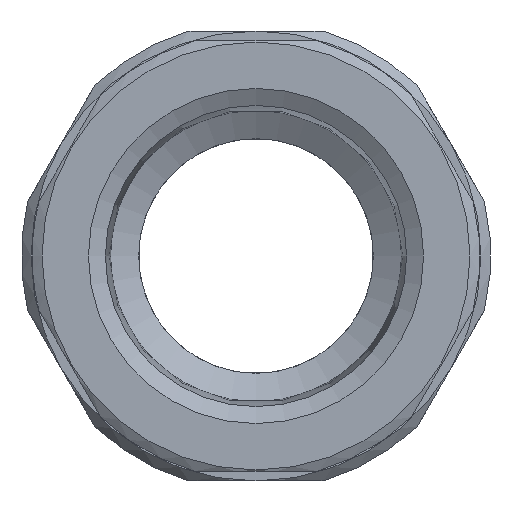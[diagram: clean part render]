
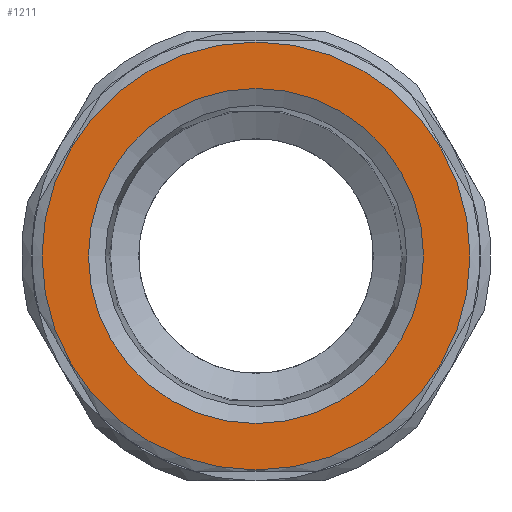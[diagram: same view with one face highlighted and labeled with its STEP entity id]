
A CAD part, front view. The second image highlights one B-rep face of the part: STEP entity #1211.
In plain terms, the highlighted planar face has unit normal (0, -1, 0).
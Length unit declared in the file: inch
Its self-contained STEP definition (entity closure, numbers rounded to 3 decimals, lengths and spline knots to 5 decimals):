
#21=FACE_BOUND('',#286,.T.);
#101=CIRCLE('',#1351,0.68375);
#102=CIRCLE('',#1352,0.68375);
#116=CIRCLE('',#1372,0.53534);
#117=CIRCLE('',#1373,0.53534);
#216=FACE_OUTER_BOUND('',#285,.T.);
#285=EDGE_LOOP('',(#995,#996));
#286=EDGE_LOOP('',(#997,#998));
#520=VERTEX_POINT('',#2114);
#521=VERTEX_POINT('',#2115);
#524=VERTEX_POINT('',#2140);
#525=VERTEX_POINT('',#2141);
#674=EDGE_CURVE('',#520,#521,#101,.T.);
#675=EDGE_CURVE('',#521,#520,#102,.T.);
#690=EDGE_CURVE('',#524,#525,#116,.T.);
#691=EDGE_CURVE('',#525,#524,#117,.T.);
#995=ORIENTED_EDGE('',*,*,#674,.T.);
#996=ORIENTED_EDGE('',*,*,#675,.T.);
#997=ORIENTED_EDGE('',*,*,#690,.F.);
#998=ORIENTED_EDGE('',*,*,#691,.F.);
#1088=PLANE('',#1371);
#1211=ADVANCED_FACE('',(#216,#21),#1088,.T.);
#1351=AXIS2_PLACEMENT_3D('',#2116,#1654,#1655);
#1352=AXIS2_PLACEMENT_3D('',#2117,#1656,#1657);
#1371=AXIS2_PLACEMENT_3D('',#2139,#1695,#1696);
#1372=AXIS2_PLACEMENT_3D('',#2142,#1697,#1698);
#1373=AXIS2_PLACEMENT_3D('',#2143,#1699,#1700);
#1654=DIRECTION('center_axis',(0.,-1.,0.));
#1655=DIRECTION('ref_axis',(-1.,0.,0.));
#1656=DIRECTION('center_axis',(0.,-1.,0.));
#1657=DIRECTION('ref_axis',(-1.,0.,0.));
#1695=DIRECTION('center_axis',(0.,-1.,0.));
#1696=DIRECTION('ref_axis',(0.,0.,
1.));
#1697=DIRECTION('center_axis',(0.,-1.,0.));
#1698=DIRECTION('ref_axis',(-1.,0.,0.));
#1699=DIRECTION('center_axis',(0.,-1.,0.));
#1700=DIRECTION('ref_axis',(-1.,0.,0.));
#2114=CARTESIAN_POINT('',(0.68375,-0.49423,0.));
#2115=CARTESIAN_POINT('',(-0.68375,-0.49423,0.));
#2116=CARTESIAN_POINT('Origin',(0.,-0.49423,
0.));
#2117=CARTESIAN_POINT('Origin',(0.,-0.49423,
0.));
#2139=CARTESIAN_POINT('Origin',(0.53534,-0.49423,0.));
#2140=CARTESIAN_POINT('',(0.53534,-0.49423,0.));
#2141=CARTESIAN_POINT('',(-0.53534,-0.49423,0.));
#2142=CARTESIAN_POINT('Origin',(0.,-0.49423,
0.));
#2143=CARTESIAN_POINT('Origin',(0.,-0.49423,
0.));
